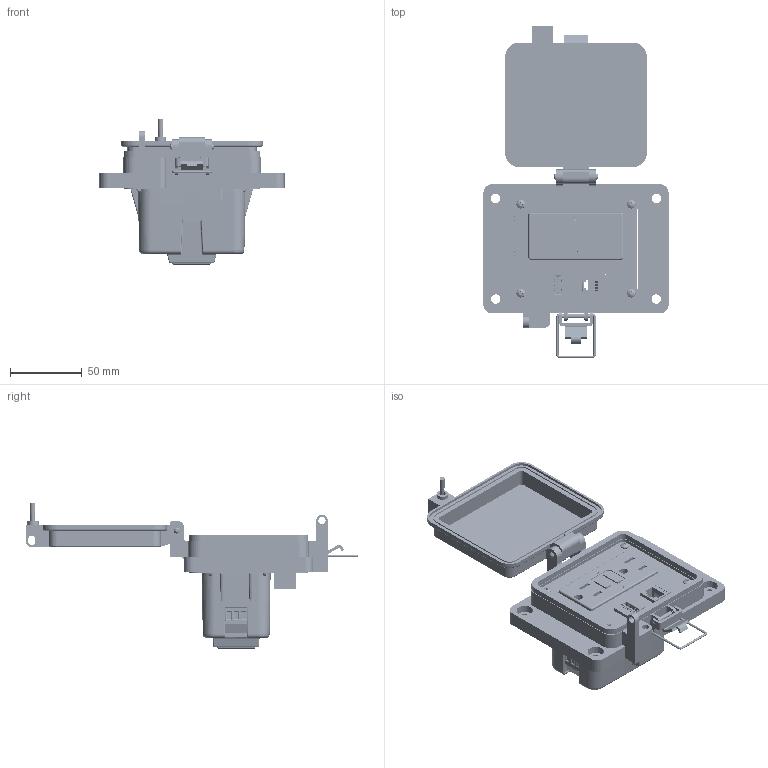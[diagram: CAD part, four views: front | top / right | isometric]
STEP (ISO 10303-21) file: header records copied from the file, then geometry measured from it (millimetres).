
FILE_DESCRIPTION (( 'STEP AP203' ), '1' );
FILE_NAME ('P-P33R62-K2RF0_3D.STEP', '2021-11-05T13:49:50', ( '' ), ( '' ), 'SwSTEP 2.0', 'SolidWorks 2019', '' );
FILE_SCHEMA (( 'CONFIG_CONTROL_DESIGN' ));
Products named in the file (17): P-P33R62-K2RF0_BP180_1; U3C00029-MA1; Z-200-OTLT-RIOF-15A; P-P33R62-K2RF0_TP060_1; P33; P-P33R62-K2RF0_3D; Z-200-OTLT-GFIH-15A_sheared; Z-300-RJ45CAT5; 1AA05-054_Crimped; 92005A124_METRIC PAN HEAD PHILLIPS MACHINE SCREW_92005A124; Z-000-4243316TFP; R2; P-P33R62-K2RF0_FP060_1; Z-120-RIOF-SHELL; Z-H-K2_B; RF; -K2
Assembly tree (22 placements, depth 4):
  P-P33R62-K2RF0_3D
    P-P33R62-K2RF0_BP180_1
    P-P33R62-K2RF0_FP060_1
    P-P33R62-K2RF0_TP060_1
    Z-000-4243316TFP  x3
    P33
      U3C00029-MA1
      1AA05-054_Crimped  x2
    R2
      Z-300-RJ45CAT5
    RF
      Z-200-OTLT-RIOF-15A
        Z-120-RIOF-SHELL
        Z-200-OTLT-GFIH-15A_sheared
    -K2
      Z-H-K2_B
    92005A124_METRIC PAN HEAD PHILLIPS MACHINE SCREW_92005A124  x4
Bounding box: 129 x 231.28 x 101.47 mm (x, y, z)
Volume: 298736.3 mm3; surface area: 187525.9 mm2
Topology: 41 solids, 47 shells, 7342 faces, 19411 edges, 12404 vertices
Faces by surface type: plane 3306, cylinder 2200, bspline 1544, cone 145, torus 89, sphere 58
Entity records: 249673 total; most frequent: CARTESIAN_POINT 115261, ORIENTED_EDGE 30756, DIRECTION 22462, EDGE_CURVE 15378, VERTEX_POINT 9755, LINE 9236, VECTOR 9236, AXIS2_PLACEMENT_3D 6613
